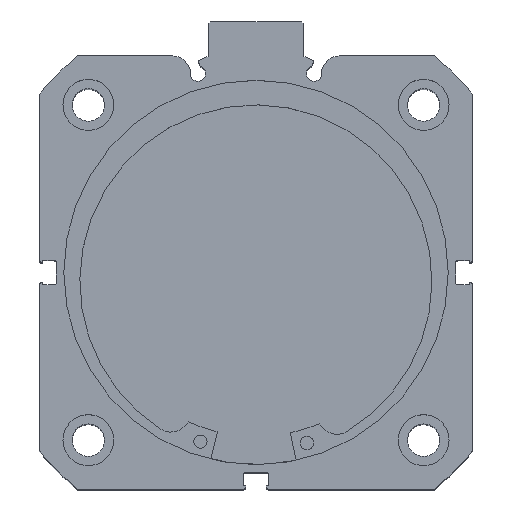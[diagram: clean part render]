
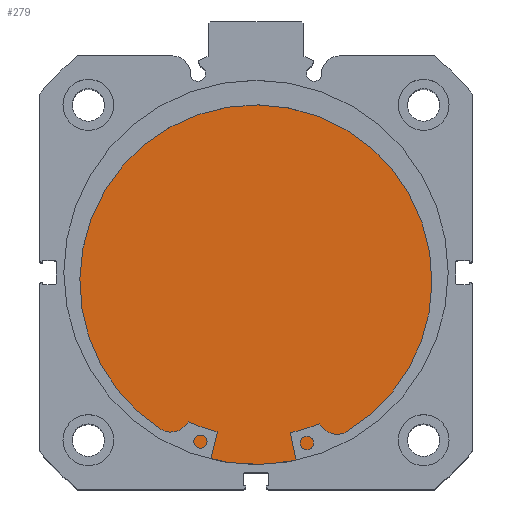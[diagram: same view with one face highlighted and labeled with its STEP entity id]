
A CAD part, top view. The second image highlights one B-rep face of the part: STEP entity #279.
In plain terms, the highlighted face is planar.
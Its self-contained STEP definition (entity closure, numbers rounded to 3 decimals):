
#153 = FACE_OUTER_BOUND ( 'NONE', #6687, .T. ) ;
#279 = ADVANCED_FACE ( 'NONE', ( #153 ), #5237, .F. ) ;
#471 = AXIS2_PLACEMENT_3D ( 'NONE', #615, #616, #617 ) ;
#489 = AXIS2_PLACEMENT_3D ( 'NONE', #732, #734, #735 ) ;
#615 = CARTESIAN_POINT ( 'NONE',  ( 13., 0., 0. ) ) ;
#616 = DIRECTION ( 'NONE',  ( -1., 0., 0. ) ) ;
#617 = DIRECTION ( 'NONE',  ( 0., 0., 1. ) ) ;
#732 = CARTESIAN_POINT ( 'NONE',  ( 13., 0., 0. ) ) ;
#734 = DIRECTION ( 'NONE',  ( -1., 0., 0. ) ) ;
#735 = DIRECTION ( 'NONE',  ( 0., 0., 1. ) ) ;
#745 = CARTESIAN_POINT ( 'NONE',  ( 13., 0., 51. ) ) ;
#752 = CARTESIAN_POINT ( 'NONE',  ( 13., 0., -51. ) ) ;
#2015 = CIRCLE ( 'NONE', #471, 51. ) ;
#2074 = CIRCLE ( 'NONE', #489, 51. ) ;
#3953 = EDGE_CURVE ( 'NONE', #4410, #4403, #2015, .T. ) ;
#3998 = EDGE_CURVE ( 'NONE', #4403, #4410, #2074, .T. ) ;
#4151 = AXIS2_PLACEMENT_3D ( 'NONE', #5236, #5239, #5240 ) ;
#4403 = VERTEX_POINT ( 'NONE', #745 ) ;
#4410 = VERTEX_POINT ( 'NONE', #752 ) ;
#5236 = CARTESIAN_POINT ( 'NONE',  ( 13., 51., 0. ) ) ;
#5237 = PLANE ( 'NONE',  #4151 ) ;
#5239 = DIRECTION ( 'NONE',  ( -1., 0., 0. ) ) ;
#5240 = DIRECTION ( 'NONE',  ( 0., 0., 1. ) ) ;
#6650 = ORIENTED_EDGE ( 'NONE', *, *, #3953, .F. ) ;
#6651 = ORIENTED_EDGE ( 'NONE', *, *, #3998, .F. ) ;
#6687 = EDGE_LOOP ( 'NONE', ( #6651, #6650 ) ) ;
